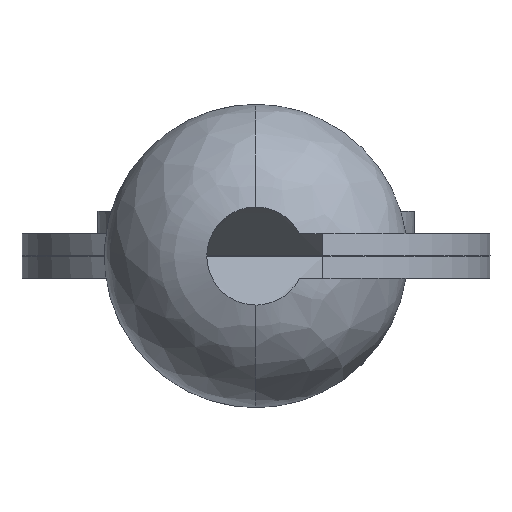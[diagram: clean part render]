
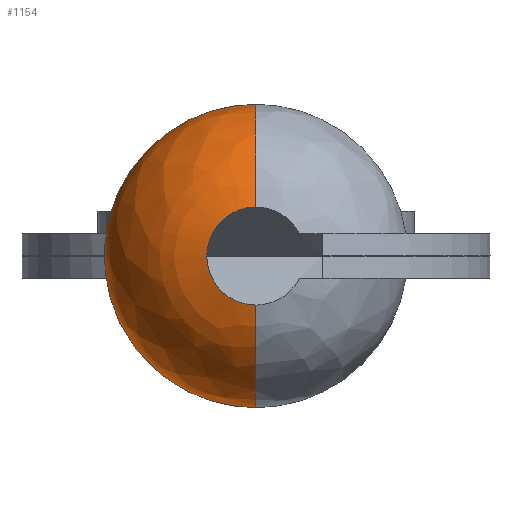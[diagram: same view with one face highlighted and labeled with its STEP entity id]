
A CAD part, left-side view. The second image highlights one B-rep face of the part: STEP entity #1154.
In plain terms, the highlighted free-form (B-spline) face has degree [2, 2] with [5, 7] control points.
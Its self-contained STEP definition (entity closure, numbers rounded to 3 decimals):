
#844=CARTESIAN_POINT('',(-2.667,0.,1.1));
#845=VERTEX_POINT('',#844);
#892=CARTESIAN_POINT('',(0.25,0.,3.4));
#893=VERTEX_POINT('',#892);
#903=CARTESIAN_POINT('',(-2.667,0.,1.1));
#904=CARTESIAN_POINT('',(-2.385,0.,2.277));
#905=CARTESIAN_POINT('',(-1.364,0.,2.929));
#906=CARTESIAN_POINT('',(-0.626,0.,3.4));
#907=CARTESIAN_POINT('',(0.25,0.,3.4));
#915=(BOUNDED_CURVE()B_SPLINE_CURVE(2,(#903,#904,#905,#906,#907),.UNSPECIFIED.,.F.,.U.)B_SPLINE_CURVE_WITH_KNOTS((3,2,3),(0.11,0.333,0.5),.UNSPECIFIED.)CURVE()GEOMETRIC_REPRESENTATION_ITEM()RATIONAL_B_SPLINE_CURVE((0.931,0.895,1.0,0.921,0.921))REPRESENTATION_ITEM(''));
#916=EDGE_CURVE('',#845,#893,#915,.T.);
#951=CARTESIAN_POINT('',(-2.667,0.,-1.1));
#952=VERTEX_POINT('',#951);
#966=CARTESIAN_POINT('',(0.25,0.,-3.4));
#967=VERTEX_POINT('',#966);
#968=CARTESIAN_POINT('',(-2.667,0.,-1.1));
#969=CARTESIAN_POINT('',(-2.385,0.,-2.277));
#970=CARTESIAN_POINT('',(-1.364,0.,-2.929));
#971=CARTESIAN_POINT('',(-0.626,0.,-3.4));
#972=CARTESIAN_POINT('',(0.25,0.,-3.4));
#980=(BOUNDED_CURVE()B_SPLINE_CURVE(2,(#968,#969,#970,#971,#972),.UNSPECIFIED.,.F.,.U.)B_SPLINE_CURVE_WITH_KNOTS((3,2,3),(0.11,0.333,0.5),.UNSPECIFIED.)CURVE()GEOMETRIC_REPRESENTATION_ITEM()RATIONAL_B_SPLINE_CURVE((0.931,0.895,1.0,0.921,0.921))REPRESENTATION_ITEM(''));
#981=EDGE_CURVE('',#952,#967,#980,.T.);
#1045=CARTESIAN_POINT('',(-2.708,-0.025,0.902));
#1046=CARTESIAN_POINT('',(-2.485,-0.062,2.213));
#1047=CARTESIAN_POINT('',(-1.364,-0.082,2.929));
#1048=CARTESIAN_POINT('',(-0.531,-0.097,3.46));
#1049=CARTESIAN_POINT('',(0.455,-0.095,3.393));
#1050=CARTESIAN_POINT('',(-2.708,-0.013,0.902));
#1051=CARTESIAN_POINT('',(-2.485,-0.031,2.213));
#1052=CARTESIAN_POINT('',(-1.364,-0.041,2.929));
#1053=CARTESIAN_POINT('',(-0.531,-0.049,3.46));
#1054=CARTESIAN_POINT('',(0.455,-0.048,3.393));
#1055=CARTESIAN_POINT('',(-2.708,0.902,0.902));
#1056=CARTESIAN_POINT('',(-2.485,2.213,2.213));
#1057=CARTESIAN_POINT('',(-1.364,2.929,2.929));
#1058=CARTESIAN_POINT('',(-0.531,3.46,3.46));
#1059=CARTESIAN_POINT('',(0.455,3.393,3.393));
#1060=CARTESIAN_POINT('',(-2.708,0.902,0.0));
#1061=CARTESIAN_POINT('',(-2.485,2.213,0.0));
#1062=CARTESIAN_POINT('',(-1.364,2.929,0.0));
#1063=CARTESIAN_POINT('',(-0.531,3.46,0.0));
#1064=CARTESIAN_POINT('',(0.455,3.393,0.0));
#1065=CARTESIAN_POINT('',(-2.708,0.902,-0.902));
#1066=CARTESIAN_POINT('',(-2.485,2.213,-2.213));
#1067=CARTESIAN_POINT('',(-1.364,2.929,-2.929));
#1068=CARTESIAN_POINT('',(-0.531,3.46,-3.46));
#1069=CARTESIAN_POINT('',(0.455,3.393,-3.393));
#1070=CARTESIAN_POINT('',(-2.708,-0.013,-0.902));
#1071=CARTESIAN_POINT('',(-2.485,-0.031,-2.213));
#1072=CARTESIAN_POINT('',(-1.364,-0.041,-2.929));
#1073=CARTESIAN_POINT('',(-0.531,-0.049,-3.46));
#1074=CARTESIAN_POINT('',(0.455,-0.048,-3.393));
#1075=CARTESIAN_POINT('',(-2.708,-0.025,-0.902));
#1076=CARTESIAN_POINT('',(-2.485,-0.062,-2.213));
#1077=CARTESIAN_POINT('',(-1.364,-0.082,-2.929));
#1078=CARTESIAN_POINT('',(-0.531,-0.097,-3.46));
#1079=CARTESIAN_POINT('',(0.455,-0.095,-3.393));
#1087=(BOUNDED_SURFACE()B_SPLINE_SURFACE(2,2,((#1045,#1050,#1055,#1060,#1065,#1070,#1075),(#1046,#1051,#1056,#1061,#1066,#1071,#1076),(#1047,#1052,#1057,#1062,#1067,#1072,#1077),(#1048,#1053,#1058,#1063,#1068,#1073,#1078),(#1049,#1054,#1059,#1064,#1069,#1074,#1079)),.UNSPECIFIED.,.F.,.F.,.U.)B_SPLINE_SURFACE_WITH_KNOTS((3,2,3),(3,1,2,1,3),(0.0,2.553,4.507),(0.0,0.112,5.734,11.356,11.468),.UNSPECIFIED.)GEOMETRIC_REPRESENTATION_ITEM()RATIONAL_B_SPLINE_SURFACE(((0.949,0.943,0.663,0.938,0.663,0.943,0.949),(0.896,0.891,0.626,0.885,0.626,0.891,0.896),(1.012,1.006,0.707,1.0,0.707,1.006,1.012),(0.923,0.918,0.645,0.912,0.645,0.918,0.923),(0.933,0.928,0.652,0.923,0.652,0.928,0.933)))REPRESENTATION_ITEM('')SURFACE());
#1088=CARTESIAN_POINT('',(-2.667,0.,-1.1));
#1089=CARTESIAN_POINT('',(-2.667,0.13,-1.1));
#1090=CARTESIAN_POINT('',(-2.667,0.257,-1.07));
#1091=CARTESIAN_POINT('',(-2.667,1.1,-0.867));
#1092=CARTESIAN_POINT('',(-2.667,1.1,0.));
#1093=CARTESIAN_POINT('',(-2.667,1.1,0.867));
#1094=CARTESIAN_POINT('',(-2.667,0.257,1.07));
#1095=CARTESIAN_POINT('',(-2.667,0.13,1.1));
#1096=CARTESIAN_POINT('',(-2.667,0.,1.1));
#1104=(BOUNDED_CURVE()B_SPLINE_CURVE(2,(#1088,#1089,#1090,#1091,#1092,#1093,#1094,#1095,#1096),.UNSPECIFIED.,.F.,.U.)B_SPLINE_CURVE_WITH_KNOTS((3,2,2,2,3),(0.204,0.25,0.5,0.75,0.796),.UNSPECIFIED.)CURVE()GEOMETRIC_REPRESENTATION_ITEM()RATIONAL_B_SPLINE_CURVE((0.936,0.961,1.0,0.785,1.0,0.785,1.0,0.961,0.936))REPRESENTATION_ITEM(''));
#1105=EDGE_CURVE('',#952,#845,#1104,.T.);
#1106=ORIENTED_EDGE('',*,*,#1105,.T.);
#1107=ORIENTED_EDGE('',*,*,#916,.T.);
#1108=CARTESIAN_POINT('',(0.25,1.5,3.051));
#1109=VERTEX_POINT('',#1108);
#1110=CARTESIAN_POINT('',(0.25,1.5,3.051));
#1111=CARTESIAN_POINT('',(0.25,1.268,3.165));
#1112=CARTESIAN_POINT('',(0.25,1.022,3.253));
#1113=CARTESIAN_POINT('',(0.25,0.518,3.37));
#1114=CARTESIAN_POINT('',(0.25,0.259,3.4));
#1115=CARTESIAN_POINT('',(0.25,0.,3.4));
#1116=B_SPLINE_CURVE_WITH_KNOTS('',3,(#1110,#1111,#1112,#1113,#1114,#1115),.UNSPECIFIED.,.F.,.U.,(4,2,4),(0.0,0.5,1.0),.UNSPECIFIED.);
#1117=EDGE_CURVE('',#1109,#893,#1116,.T.);
#1118=ORIENTED_EDGE('',*,*,#1117,.F.);
#1119=CARTESIAN_POINT('',(0.25,1.5,-3.051));
#1120=VERTEX_POINT('',#1119);
#1121=CARTESIAN_POINT('',(0.25,1.5,3.051));
#1122=CARTESIAN_POINT('',(0.25,1.757,2.925));
#1123=CARTESIAN_POINT('',(0.25,2.163,2.657));
#1124=CARTESIAN_POINT('',(0.25,2.593,2.218));
#1125=CARTESIAN_POINT('',(0.25,2.866,1.843));
#1126=CARTESIAN_POINT('',(0.25,3.075,1.473));
#1127=CARTESIAN_POINT('',(0.25,3.267,0.996));
#1128=CARTESIAN_POINT('',(0.25,3.383,0.474));
#1129=CARTESIAN_POINT('',(0.25,3.407,0.));
#1130=CARTESIAN_POINT('',(0.25,3.383,-0.394));
#1131=CARTESIAN_POINT('',(0.25,3.309,-0.843));
#1132=CARTESIAN_POINT('',(0.25,3.155,-1.303));
#1133=CARTESIAN_POINT('',(0.25,2.898,-1.804));
#1134=CARTESIAN_POINT('',(0.25,2.601,-2.213));
#1135=CARTESIAN_POINT('',(0.25,2.264,-2.547));
#1136=CARTESIAN_POINT('',(0.25,1.914,-2.821));
#1137=CARTESIAN_POINT('',(0.25,1.668,-2.969));
#1138=CARTESIAN_POINT('',(0.25,1.5,-3.051));
#1139=B_SPLINE_CURVE_WITH_KNOTS('',3,(#1121,#1122,#1123,#1124,#1125,#1126,#1127,#1128,#1129,#1130,#1131,#1132,#1133,#1134,#1135,#1136,#1137,#1138),.UNSPECIFIED.,.F.,.U.,(4,1,1,1,1,1,1,1,1,1,1,1,1,1,1,4),(0.,0.858,1.45,1.834,2.249,2.722,3.373,3.846,4.142,4.557,5.207,5.592,6.243,6.716,7.012,7.574),.UNSPECIFIED.);
#1140=EDGE_CURVE('',#1109,#1120,#1139,.T.);
#1141=ORIENTED_EDGE('',*,*,#1140,.T.);
#1142=CARTESIAN_POINT('',(0.25,1.5,-3.051));
#1143=CARTESIAN_POINT('',(0.25,1.268,-3.165));
#1144=CARTESIAN_POINT('',(0.25,1.022,-3.253));
#1145=CARTESIAN_POINT('',(0.25,0.518,-3.37));
#1146=CARTESIAN_POINT('',(0.25,0.259,-3.4));
#1147=CARTESIAN_POINT('',(0.25,0.,-3.4));
#1148=B_SPLINE_CURVE_WITH_KNOTS('',3,(#1142,#1143,#1144,#1145,#1146,#1147),.UNSPECIFIED.,.F.,.U.,(4,2,4),(0.0,0.5,1.0),.UNSPECIFIED.);
#1149=EDGE_CURVE('',#1120,#967,#1148,.T.);
#1150=ORIENTED_EDGE('',*,*,#1149,.T.);
#1151=ORIENTED_EDGE('',*,*,#981,.F.);
#1152=EDGE_LOOP('',(#1106,#1107,#1118,#1141,#1150,#1151));
#1153=FACE_OUTER_BOUND('',#1152,.T.);
#1154=ADVANCED_FACE('',(#1153),#1087,.T.);
